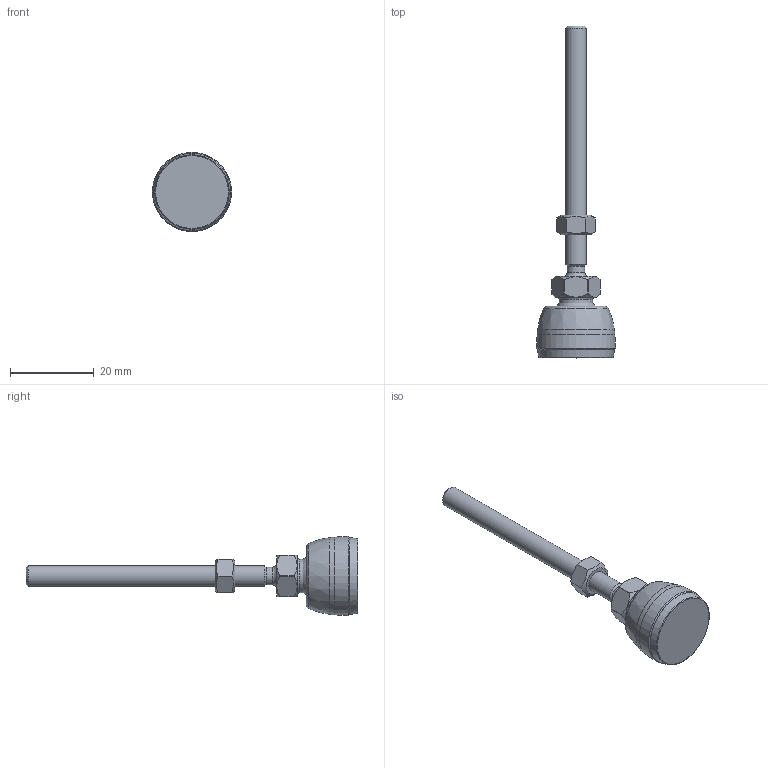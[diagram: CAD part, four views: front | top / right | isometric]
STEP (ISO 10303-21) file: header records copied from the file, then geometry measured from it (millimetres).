
FILE_DESCRIPTION(/* description */ (''),/* implementation_level */ '2;1');
FILE_NAME(/* name */ '402005L.stp',/* time_stamp */ '2019-02-02T12:13:23+01:00',/* author */ ('Spacek'),/* organization */ ('Alutec K&K'),/* preprocessor_version */ 'ST-DEVELOPER v17',/* originating_system */ 'Autodesk Inventor 2018',/* authorisation */ '');
FILE_SCHEMA (('AUTOMOTIVE_DESIGN { 1 0 10303 214 3 1 1 }'));
Length unit declared in the file: millimetre
Products named in the file (6): 402005L; 402005L_1; 402005L_2; 402005L_3; -; 402005L_4
Assembly tree (5 placements, depth 3):
  402005L
    402005L_1
      402005L_2
      402005L_3
    -
    402005L_4
Bounding box: 18.97 x 79.5 x 18.97 mm (x, y, z)
Volume: 6400.1 mm3; surface area: 4148.8 mm2
Topology: 4 solids, 4 shells, 63 faces, 173 edges, 119 vertices
Faces by surface type: plane 22, cone 13, cylinder 13, torus 11, sphere 2, bspline 2
Full cylindrical faces by diameter (mm): 4.134 x1, 4.2 x1, 5 x1, 8 x1, 11.3 x1, 15.2 x1, 16.2 x1
Entity records: 2340 total; most frequent: CARTESIAN_POINT 467, DIRECTION 394, ORIENTED_EDGE 338, AXIS2_PLACEMENT_3D 178, EDGE_CURVE 169, VERTEX_POINT 119, CIRCLE 105, EDGE_LOOP 70
